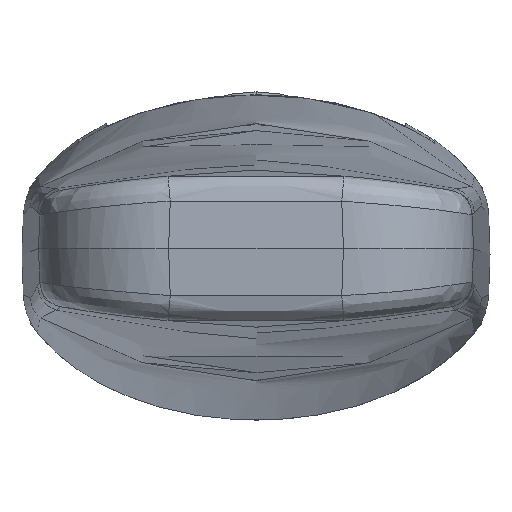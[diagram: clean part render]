
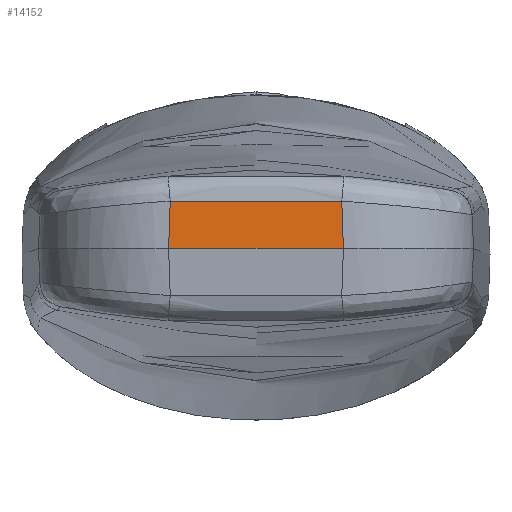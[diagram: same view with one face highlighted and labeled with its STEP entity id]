
A CAD part, top view. The second image highlights one B-rep face of the part: STEP entity #14152.
In plain terms, the highlighted face is planar.
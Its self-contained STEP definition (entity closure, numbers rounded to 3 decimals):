
#208 = CARTESIAN_POINT ( 'NONE',  ( 111.418, -151.023, -2.18 ) ) ;
#1015 = CARTESIAN_POINT ( 'NONE',  ( 103.507, -151.023, -2.18 ) ) ;
#1069 = B_SPLINE_CURVE_WITH_KNOTS ( 'NONE', 3,
 ( #6828, #18621, #30221, #27354 ),
 .UNSPECIFIED., .F., .F.,
 ( 4, 4 ),
 ( 0., 1. ),
 .UNSPECIFIED. ) ;
#1764 = LINE ( 'NONE', #4414, #14558 ) ;
#1796 = CARTESIAN_POINT ( 'NONE',  ( 111.494, -151.1, 0. ) ) ;
#1846 = EDGE_CURVE ( 'NONE', #16352, #30886, #2029, .T. ) ;
#2029 = LINE ( 'NONE', #13625, #9570 ) ;
#2482 = EDGE_CURVE ( 'NONE', #17509, #35928, #29288, .T. ) ;
#2941 = VECTOR ( 'NONE', #26987, 1000. ) ;
#4414 = CARTESIAN_POINT ( 'NONE',  ( 103.431, -151.1, 0. ) ) ;
#6456 = CARTESIAN_POINT ( 'NONE',  ( 103.507, -151.023, -2.18 ) ) ;
#6828 = CARTESIAN_POINT ( 'NONE',  ( 111.418, -151.023, -2.18 ) ) ;
#9570 = VECTOR ( 'NONE', #13992, 1000. ) ;
#9823 = EDGE_LOOP ( 'NONE', ( #26530, #12548, #30747, #28191 ) ) ;
#12548 = ORIENTED_EDGE ( 'NONE', *, *, #1846, .F. ) ;
#13625 = CARTESIAN_POINT ( 'NONE',  ( 111.494, -151.1, 0. ) ) ;
#13992 = DIRECTION ( 'NONE',  ( -0.035, 0.035, -0.999 ) ) ;
#14152 = ADVANCED_FACE ( 'NONE', ( #32898 ), #18080, .T. ) ;
#14558 = VECTOR ( 'NONE', #33908, 1000. ) ;
#15023 = DIRECTION ( 'NONE',  ( 0., 0.035, -0.999 ) ) ;
#16352 = VERTEX_POINT ( 'NONE', #1796 ) ;
#17509 = VERTEX_POINT ( 'NONE', #1015 ) ;
#18080 = PLANE ( 'NONE',  #34316 ) ;
#18621 = CARTESIAN_POINT ( 'NONE',  ( 108.791, -151.015, -2.406 ) ) ;
#19655 = EDGE_CURVE ( 'NONE', #30886, #17509, #1069, .T. ) ;
#24337 = DIRECTION ( 'NONE',  ( 0., -0.999, -0.035 ) ) ;
#24986 = EDGE_CURVE ( 'NONE', #35928, #16352, #1764, .T. ) ;
#26530 = ORIENTED_EDGE ( 'NONE', *, *, #19655, .F. ) ;
#26987 = DIRECTION ( 'NONE',  ( -0.035, -0.035, 0.999 ) ) ;
#27354 = CARTESIAN_POINT ( 'NONE',  ( 103.507, -151.023, -2.18 ) ) ;
#28191 = ORIENTED_EDGE ( 'NONE', *, *, #2482, .F. ) ;
#29288 = LINE ( 'NONE', #6456, #2941 ) ;
#30221 = CARTESIAN_POINT ( 'NONE',  ( 106.137, -151.015, -2.406 ) ) ;
#30747 = ORIENTED_EDGE ( 'NONE', *, *, #24986, .F. ) ;
#30886 = VERTEX_POINT ( 'NONE', #208 ) ;
#32343 = CARTESIAN_POINT ( 'NONE',  ( 57.397, -151.1, 0. ) ) ;
#32461 = CARTESIAN_POINT ( 'NONE',  ( 103.431, -151.1, 0. ) ) ;
#32898 = FACE_OUTER_BOUND ( 'NONE', #9823, .T. ) ;
#33908 = DIRECTION ( 'NONE',  ( 1., 0., 0. ) ) ;
#34316 = AXIS2_PLACEMENT_3D ( 'NONE', #32343, #24337, #15023 ) ;
#35928 = VERTEX_POINT ( 'NONE', #32461 ) ;
